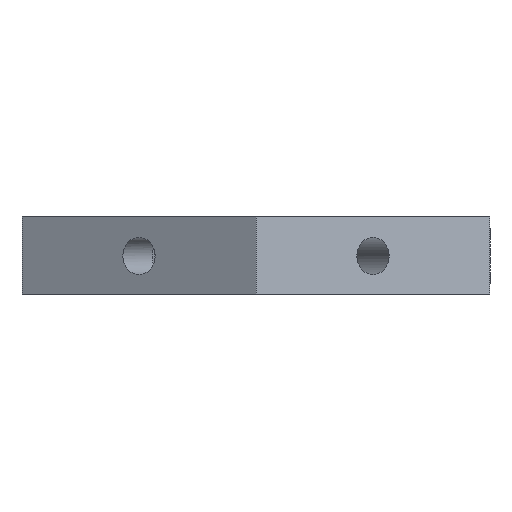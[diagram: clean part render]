
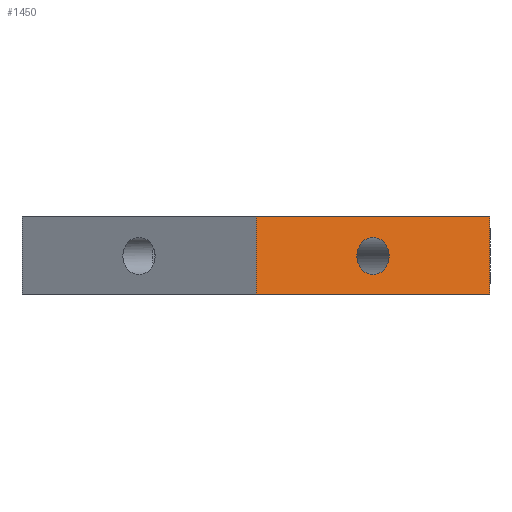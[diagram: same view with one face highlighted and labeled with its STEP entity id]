
A CAD part, left-side view. The second image highlights one B-rep face of the part: STEP entity #1450.
In plain terms, the highlighted planar face has unit normal (-0.866, -0.5, 0).
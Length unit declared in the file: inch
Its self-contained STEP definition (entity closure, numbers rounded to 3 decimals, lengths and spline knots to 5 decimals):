
#18=FACE_BOUND('',#208,.T.);
#62=PLANE('',#1586);
#136=FACE_OUTER_BOUND('',#207,.T.);
#207=EDGE_LOOP('',(#1264,#1265,#1266,#1267));
#208=EDGE_LOOP('',(#1268));
#370=LINE('',#2626,#514);
#371=LINE('',#2629,#515);
#372=LINE('',#2631,#516);
#373=LINE('',#2632,#517);
#514=VECTOR('',#1962,0.3937);
#515=VECTOR('',#1965,0.3937);
#516=VECTOR('',#1966,0.3937);
#517=VECTOR('',#1967,0.3937);
#536=CIRCLE('',#1488,0.0447);
#600=VERTEX_POINT('',#2169);
#709=VERTEX_POINT('',#2622);
#710=VERTEX_POINT('',#2624);
#711=VERTEX_POINT('',#2628);
#712=VERTEX_POINT('',#2630);
#747=EDGE_CURVE('',#600,#600,#536,.T.);
#922=EDGE_CURVE('',#709,#710,#370,.T.);
#923=EDGE_CURVE('',#711,#709,#371,.T.);
#924=EDGE_CURVE('',#712,#710,#372,.T.);
#925=EDGE_CURVE('',#711,#712,#373,.T.);
#1264=ORIENTED_EDGE('',*,*,#923,.T.);
#1265=ORIENTED_EDGE('',*,*,#922,.T.);
#1266=ORIENTED_EDGE('',*,*,#924,.F.);
#1267=ORIENTED_EDGE('',*,*,#925,.F.);
#1268=ORIENTED_EDGE('',*,*,#747,.T.);
#1450=ADVANCED_FACE('',(#136,#18),#62,.T.);
#1488=AXIS2_PLACEMENT_3D('',#2171,#1639,#1640);
#1586=AXIS2_PLACEMENT_3D('',#2627,#1963,#1964);
#1639=DIRECTION('center_axis',(0.866,0.5,0.));
#1640=DIRECTION('ref_axis',(0.,0.,-1.));
#1962=DIRECTION('',(0.,0.,1.));
#1963=DIRECTION('center_axis',(-0.866,-0.5,0.));
#1964=DIRECTION('ref_axis',(0.5,-0.866,0.));
#1965=DIRECTION('',(0.5,-0.866,0.));
#1966=DIRECTION('',(0.5,-0.866,0.));
#1967=DIRECTION('',(0.,0.,1.));
#2169=CARTESIAN_POINT('',(-0.48714,-0.28125,0.13845));
#2171=CARTESIAN_POINT('Origin',(-0.48714,-0.28125,0.09375));
#2622=CARTESIAN_POINT('',(-0.32476,-0.5625,0.));
#2624=CARTESIAN_POINT('',(-0.32476,-0.5625,0.1875));
#2626=CARTESIAN_POINT('',(-0.32476,-0.5625,0.));
#2627=CARTESIAN_POINT('Origin',(-0.64952,0.,
0.));
#2628=CARTESIAN_POINT('',(-0.64952,0.,0.));
#2629=CARTESIAN_POINT('',(-0.64952,0.,0.));
#2630=CARTESIAN_POINT('',(-0.64952,0.,0.1875));
#2631=CARTESIAN_POINT('',(-0.64952,0.,0.1875));
#2632=CARTESIAN_POINT('',(-0.64952,0.,0.));
